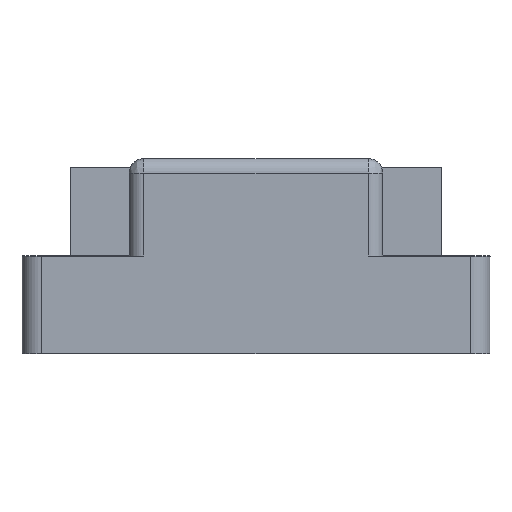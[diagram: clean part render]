
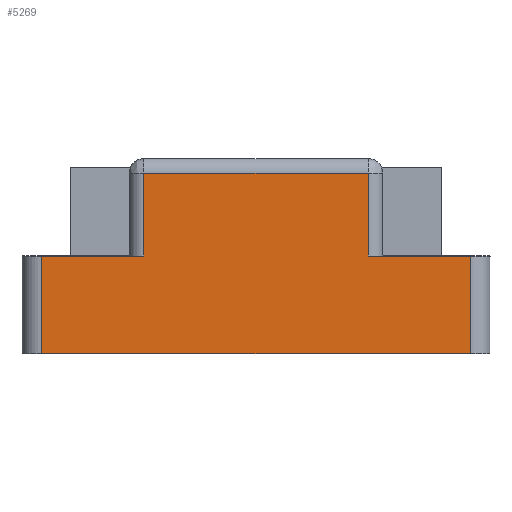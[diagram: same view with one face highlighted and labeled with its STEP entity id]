
A CAD part, front view. The second image highlights one B-rep face of the part: STEP entity #5269.
In plain terms, the highlighted planar face has unit normal (0, -1, 0).
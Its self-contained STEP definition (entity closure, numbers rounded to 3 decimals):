
#5172=CARTESIAN_POINT('',(-0.866,-0.001,0.));
#5173=VERTEX_POINT('',#5172);
#5181=CARTESIAN_POINT('',(-0.866,-0.001,0.394));
#5182=VERTEX_POINT('',#5181);
#5183=CARTESIAN_POINT('',(-0.866,-0.001,0.));
#5184=DIRECTION('',(0.,0.,1.));
#5185=VECTOR('',#5184,0.394);
#5186=LINE('',#5183,#5185);
#5187=EDGE_CURVE('',#5173,#5182,#5186,.T.);
#5207=CARTESIAN_POINT('',(-0.945,-0.001,0.394));
#5208=DIRECTION('',(0.,1.,0.));
#5209=DIRECTION('',(-1.,0.,0.));
#5210=AXIS2_PLACEMENT_3D('',#5207,#5208,#5209);
#5211=PLANE('',#5210);
#5212=ORIENTED_EDGE('',*,*,#5187,.F.);
#5213=CARTESIAN_POINT('',(0.866,-0.001,0.));
#5214=VERTEX_POINT('',#5213);
#5215=CARTESIAN_POINT('',(0.866,-0.001,0.));
#5216=DIRECTION('',(-1.,0.,0.));
#5217=VECTOR('',#5216,1.732);
#5218=LINE('',#5215,#5217);
#5219=EDGE_CURVE('',#5214,#5173,#5218,.T.);
#5220=ORIENTED_EDGE('',*,*,#5219,.F.);
#5221=CARTESIAN_POINT('',(0.866,-0.001,0.394));
#5222=VERTEX_POINT('',#5221);
#5223=CARTESIAN_POINT('',(0.866,-0.001,0.394));
#5224=DIRECTION('',(0.,0.,-1.));
#5225=VECTOR('',#5224,0.394);
#5226=LINE('',#5223,#5225);
#5227=EDGE_CURVE('',#5222,#5214,#5226,.T.);
#5228=ORIENTED_EDGE('',*,*,#5227,.F.);
#5229=CARTESIAN_POINT('',(0.453,-0.001,0.394));
#5230=VERTEX_POINT('',#5229);
#5231=CARTESIAN_POINT('',(0.453,-0.001,0.394));
#5232=DIRECTION('',(1.,0.,0.));
#5233=VECTOR('',#5232,0.413);
#5234=LINE('',#5231,#5233);
#5235=EDGE_CURVE('',#5230,#5222,#5234,.T.);
#5236=ORIENTED_EDGE('',*,*,#5235,.F.);
#5237=CARTESIAN_POINT('',(0.453,-0.001,0.728));
#5238=VERTEX_POINT('',#5237);
#5239=CARTESIAN_POINT('',(0.453,-0.001,0.728));
#5240=DIRECTION('',(0.,0.,-1.));
#5241=VECTOR('',#5240,0.335);
#5242=LINE('',#5239,#5241);
#5243=EDGE_CURVE('',#5238,#5230,#5242,.T.);
#5244=ORIENTED_EDGE('',*,*,#5243,.F.);
#5245=CARTESIAN_POINT('',(-0.453,-0.001,0.728));
#5246=VERTEX_POINT('',#5245);
#5247=CARTESIAN_POINT('',(-0.453,-0.001,0.728));
#5248=DIRECTION('',(1.,0.,0.));
#5249=VECTOR('',#5248,0.906);
#5250=LINE('',#5247,#5249);
#5251=EDGE_CURVE('',#5246,#5238,#5250,.T.);
#5252=ORIENTED_EDGE('',*,*,#5251,.F.);
#5253=CARTESIAN_POINT('',(-0.453,-0.001,0.394));
#5254=VERTEX_POINT('',#5253);
#5255=CARTESIAN_POINT('',(-0.453,-0.001,0.394));
#5256=DIRECTION('',(0.,0.,1.));
#5257=VECTOR('',#5256,0.335);
#5258=LINE('',#5255,#5257);
#5259=EDGE_CURVE('',#5254,#5246,#5258,.T.);
#5260=ORIENTED_EDGE('',*,*,#5259,.F.);
#5261=CARTESIAN_POINT('',(-0.866,-0.001,0.394));
#5262=DIRECTION('',(1.,0.,0.));
#5263=VECTOR('',#5262,0.413);
#5264=LINE('',#5261,#5263);
#5265=EDGE_CURVE('',#5182,#5254,#5264,.T.);
#5266=ORIENTED_EDGE('',*,*,#5265,.F.);
#5267=EDGE_LOOP('',(#5212,#5220,#5228,#5236,#5244,#5252,#5260,#5266));
#5268=FACE_OUTER_BOUND('',#5267,.T.);
#5269=ADVANCED_FACE('',(#5268),#5211,.F.);
